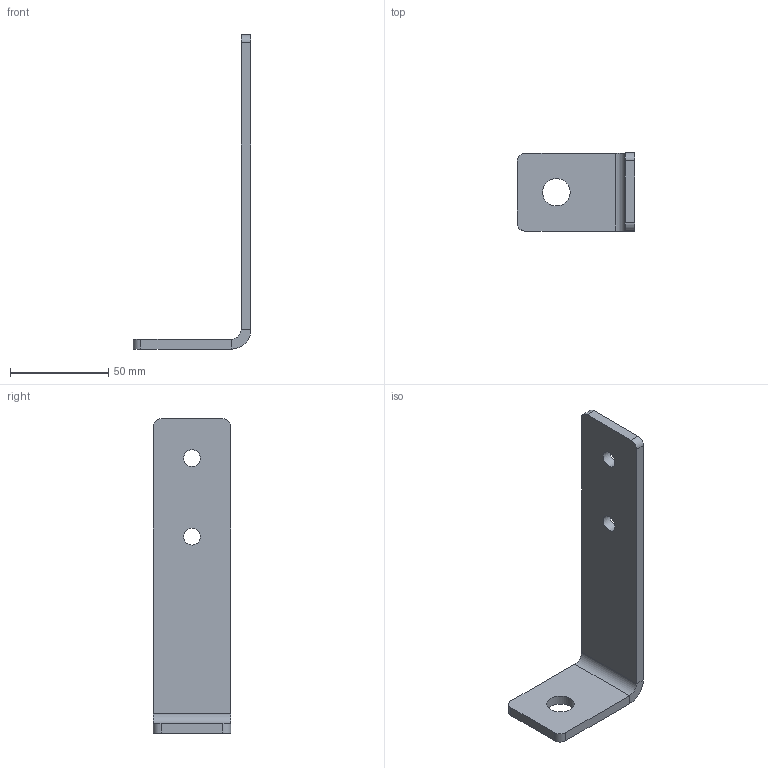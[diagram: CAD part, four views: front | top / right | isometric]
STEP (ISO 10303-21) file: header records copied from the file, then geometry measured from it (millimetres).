
FILE_DESCRIPTION(/* description */ (''),/* implementation_level */ '2;1');
FILE_NAME(/* name */ '14193_KriTec_Bodenwinkel_10_45_160x60x40_St_schwarz_pulverbeschichtet.stp',/* time_stamp */ '2014-12-10T15:09:30+01:00',/* author */ ('kostic'),/* organization */ (''),/* preprocessor_version */ 'ST-DEVELOPER v15.2',/* originating_system */ 'Autodesk Inventor 2014',/* authorisation */ '');
FILE_SCHEMA (('AUTOMOTIVE_DESIGN { 1 0 10303 214 3 1 1 }'));
Length unit declared in the file: millimetre
Products named in the file (1): 14193_KriTec_Bodenwinkel_10_45_160x60x40_St_schwarz_pulverbeschichtet
Bounding box: 60 x 39.5 x 160 mm (x, y, z)
Volume: 40420.9 mm3; surface area: 19133.8 mm2
Topology: 1 solids, 1 shells, 21 faces, 49 edges, 30 vertices
Faces by surface type: plane 12, cylinder 9
Full cylindrical faces by diameter (mm): 8.5 x2, 14 x1
Entity records: 615 total; most frequent: DIRECTION 108, CARTESIAN_POINT 98, ORIENTED_EDGE 92, EDGE_CURVE 46, AXIS2_PLACEMENT_3D 40, EDGE_LOOP 30, VERTEX_POINT 30, LINE 28
